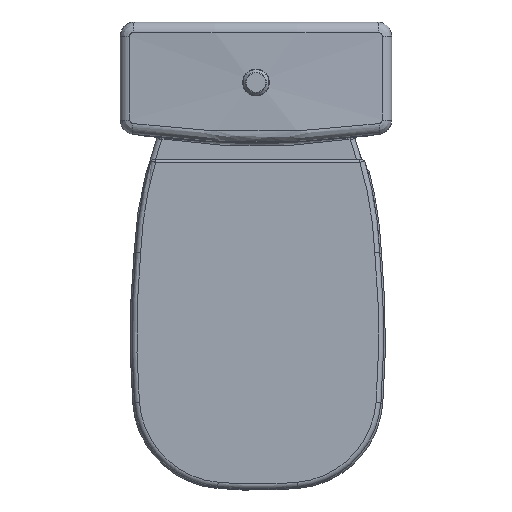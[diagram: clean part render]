
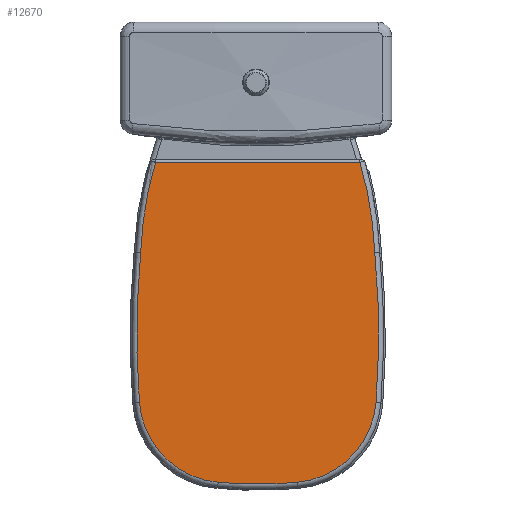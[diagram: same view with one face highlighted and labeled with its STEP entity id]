
A CAD part, top view. The second image highlights one B-rep face of the part: STEP entity #12670.
In plain terms, the highlighted planar face has unit normal (0, 0, 1).
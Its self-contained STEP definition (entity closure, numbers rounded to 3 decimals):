
#12118=CARTESIAN_POINT('',(-113.819,144.152,15.0));
#12119=VERTEX_POINT('',#12118);
#12233=CARTESIAN_POINT('',(-113.819,-144.152,15.0));
#12234=VERTEX_POINT('',#12233);
#12251=CARTESIAN_POINT('',(-113.819,144.152,15.0));
#12252=DIRECTION('',(0.0,-1.0,0.0));
#12253=VECTOR('',#12252,288.304);
#12254=LINE('',#12251,#12253);
#12255=EDGE_CURVE('',#12119,#12234,#12254,.T.);
#12573=CARTESIAN_POINT('',(-241.536,-165.164,15.0));
#12574=VERTEX_POINT('',#12573);
#12575=CARTESIAN_POINT('',(-263.001,363.947,15.0));
#12576=DIRECTION('',(0.0,0.0,-1.0));
#12577=DIRECTION('',(0.163,-0.987,0.0));
#12578=AXIS2_PLACEMENT_3D('',#12575,#12576,#12577);
#12579=CIRCLE('',#12578,529.547);
#12580=EDGE_CURVE('',#12234,#12574,#12579,.T.);
#12609=CARTESIAN_POINT('',(-329.485,0.,15.0));
#12610=DIRECTION('',(0.0,0.0,1.0));
#12611=DIRECTION('',(1.0,0.0,0.0));
#12612=AXIS2_PLACEMENT_3D('',#12609,#12610,#12611);
#12613=PLANE('',#12612);
#12614=ORIENTED_EDGE('',*,*,#12255,.F.);
#12615=CARTESIAN_POINT('',(-241.536,165.164,15.0));
#12616=VERTEX_POINT('',#12615);
#12617=CARTESIAN_POINT('',(-263.001,-363.947,15.0));
#12618=DIRECTION('',(0.0,0.0,-1.0));
#12619=DIRECTION('',(0.163,0.987,0.0));
#12620=AXIS2_PLACEMENT_3D('',#12617,#12618,#12619);
#12621=CIRCLE('',#12620,529.547);
#12622=EDGE_CURVE('',#12616,#12119,#12621,.T.);
#12623=ORIENTED_EDGE('',*,*,#12622,.F.);
#12624=CARTESIAN_POINT('',(-452.597,166.952,15.0));
#12625=VERTEX_POINT('',#12624);
#12626=CARTESIAN_POINT('',(-357.581,-1075.19,15.0));
#12627=DIRECTION('',(0.0,0.0,-1.0));
#12628=DIRECTION('',(0.008,1.,0.0));
#12629=AXIS2_PLACEMENT_3D('',#12626,#12627,#12628);
#12630=CIRCLE('',#12629,1245.771);
#12631=EDGE_CURVE('',#12625,#12616,#12630,.T.);
#12632=ORIENTED_EDGE('',*,*,#12631,.F.);
#12633=CARTESIAN_POINT('',(-565.675,55.83,15.0));
#12634=VERTEX_POINT('',#12633);
#12635=CARTESIAN_POINT('',(-443.215,44.31,15.0));
#12636=DIRECTION('',(0.0,0.0,-1.0));
#12637=DIRECTION('',(-0.701,0.713,0.0));
#12638=AXIS2_PLACEMENT_3D('',#12635,#12636,#12637);
#12639=CIRCLE('',#12638,123.);
#12640=EDGE_CURVE('',#12634,#12625,#12639,.T.);
#12641=ORIENTED_EDGE('',*,*,#12640,.F.);
#12642=CARTESIAN_POINT('',(-565.675,-55.83,15.0));
#12643=VERTEX_POINT('',#12642);
#12644=CARTESIAN_POINT('',(27.83,0.,15.0));
#12645=DIRECTION('',(0.0,0.0,-1.0));
#12646=DIRECTION('',(-1.0,0.0,0.0));
#12647=AXIS2_PLACEMENT_3D('',#12644,#12645,#12646);
#12648=CIRCLE('',#12647,596.125);
#12649=EDGE_CURVE('',#12643,#12634,#12648,.T.);
#12650=ORIENTED_EDGE('',*,*,#12649,.F.);
#12651=CARTESIAN_POINT('',(-452.597,-166.952,15.0));
#12652=VERTEX_POINT('',#12651);
#12653=CARTESIAN_POINT('',(-443.215,-44.31,15.0));
#12654=DIRECTION('',(0.0,0.0,-1.0));
#12655=DIRECTION('',(-0.701,-0.713,0.0));
#12656=AXIS2_PLACEMENT_3D('',#12653,#12654,#12655);
#12657=CIRCLE('',#12656,123.);
#12658=EDGE_CURVE('',#12652,#12643,#12657,.T.);
#12659=ORIENTED_EDGE('',*,*,#12658,.F.);
#12660=CARTESIAN_POINT('',(-357.581,1075.19,15.0));
#12661=DIRECTION('',(0.0,0.0,-1.0));
#12662=DIRECTION('',(0.008,-1.,0.0));
#12663=AXIS2_PLACEMENT_3D('',#12660,#12661,#12662);
#12664=CIRCLE('',#12663,1245.771);
#12665=EDGE_CURVE('',#12574,#12652,#12664,.T.);
#12666=ORIENTED_EDGE('',*,*,#12665,.F.);
#12667=ORIENTED_EDGE('',*,*,#12580,.F.);
#12668=EDGE_LOOP('',(#12614,#12623,#12632,#12641,#12650,#12659,#12666,#12667));
#12669=FACE_OUTER_BOUND('',#12668,.T.);
#12670=ADVANCED_FACE('',(#12669),#12613,.T.);
